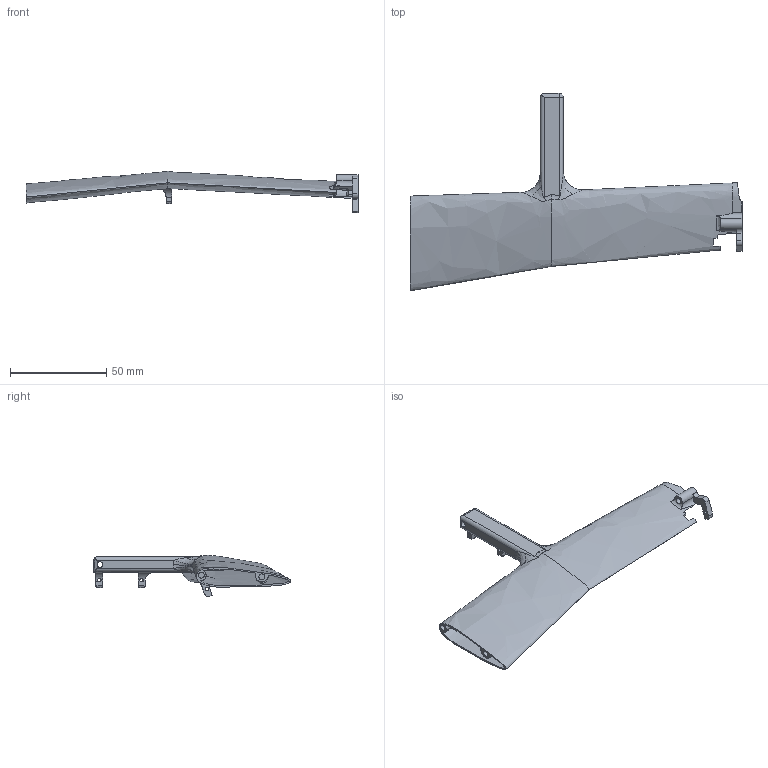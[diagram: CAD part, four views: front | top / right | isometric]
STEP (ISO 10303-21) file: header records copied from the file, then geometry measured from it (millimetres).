
FILE_DESCRIPTION(/* description */ ('STEP AP242','CAx-IF Rec.Pracs.---Representation and Presentation of Product Manufacturing Information (PMI)---4.0---2014-10-13','CAx-IF Rec.Pracs.---3D Tessellated Geometry---0.4---2014-09-14','2;1'),/* implementation_level */ '2;1');
FILE_NAME(/* name */ '64dbb1c857831c305d5c784d',/* time_stamp */ '2023-08-15T17:11:36Z',/* author */ (''),/* organization */ (''),/* preprocessor_version */ 'ST-DEVELOPER v19.4',/* originating_system */ ' ',/* authorisation */ ' ');
FILE_SCHEMA (('AP242_MANAGED_MODEL_BASED_3D_ENGINEERING_MIM_LF { 1 0 10303 442 1 1 4 }'));
Length unit declared in the file: metre
Products named in the file (1): Starboard Wing
Bounding box: 172.68 x 102.77 x 21.53 mm (x, y, z)
Volume: 15696.1 mm3; surface area: 32446.8 mm2
Topology: 1 solids, 1 shells, 151 faces, 439 edges, 283 vertices
Faces by surface type: plane 60, bspline 48, cylinder 41, torus 2
Full cylindrical faces by diameter (mm): 1.8 x4, 3.05 x5, 5.05 x1
Entity records: 8389 total; most frequent: CARTESIAN_POINT 4996, ORIENTED_EDGE 838, DIRECTION 482, EDGE_CURVE 419, VERTEX_POINT 275, B_SPLINE_CURVE_WITH_KNOTS 215, EDGE_LOOP 174, FACE_BOUND 174
